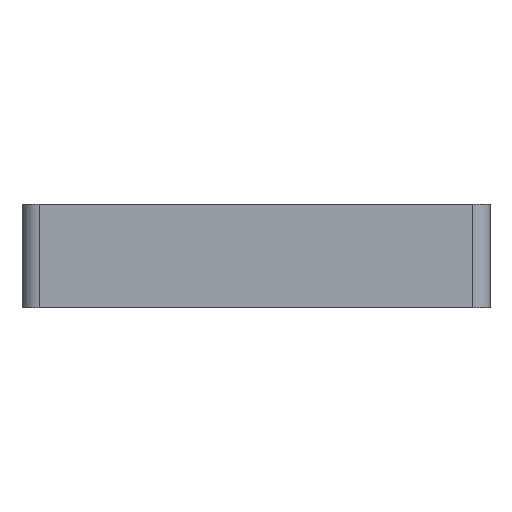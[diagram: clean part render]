
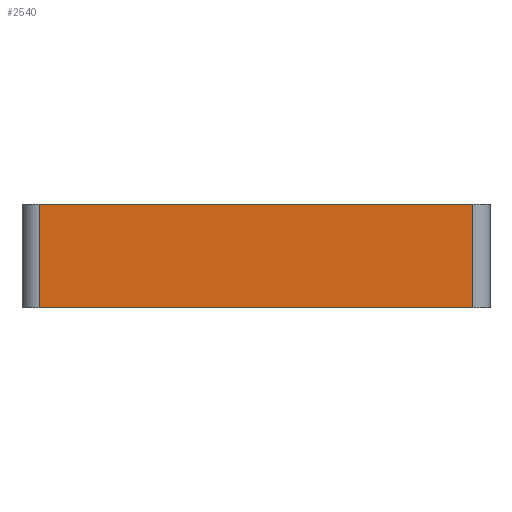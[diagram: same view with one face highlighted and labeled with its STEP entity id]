
A CAD part, front view. The second image highlights one B-rep face of the part: STEP entity #2540.
In plain terms, the highlighted planar face has unit normal (0, -1, 0).
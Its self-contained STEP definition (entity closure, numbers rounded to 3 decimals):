
#304=FACE_OUTER_BOUND('',#440,.T.);
#440=EDGE_LOOP('',(#2297,#2298,#2299,#2300));
#696=LINE('',#4624,#960);
#703=LINE('',#4659,#967);
#705=LINE('',#4666,#969);
#706=LINE('',#4667,#970);
#960=VECTOR('',#3047,10.);
#967=VECTOR('',#3082,10.);
#969=VECTOR('',#3090,10.);
#970=VECTOR('',#3091,10.);
#1207=VERTEX_POINT('',#4621);
#1208=VERTEX_POINT('',#4623);
#1221=VERTEX_POINT('',#4656);
#1222=VERTEX_POINT('',#4658);
#1569=EDGE_CURVE('',#1208,#1207,#696,.T.);
#1585=EDGE_CURVE('',#1222,#1221,#703,.T.);
#1589=EDGE_CURVE('',#1221,#1208,#705,.T.);
#1590=EDGE_CURVE('',#1207,#1222,#706,.T.);
#2297=ORIENTED_EDGE('',*,*,#1589,.T.);
#2298=ORIENTED_EDGE('',*,*,#1569,.T.);
#2299=ORIENTED_EDGE('',*,*,#1590,.T.);
#2300=ORIENTED_EDGE('',*,*,#1585,.T.);
#2413=PLANE('',#2649);
#2540=ADVANCED_FACE('',(#304),#2413,.T.);
#2649=AXIS2_PLACEMENT_3D('',#4665,#3088,#3089);
#3047=DIRECTION('',(-1.,0.,0.));
#3082=DIRECTION('',(1.,0.,0.));
#3088=DIRECTION('center_axis',(0.,-1.,0.));
#3089=DIRECTION('ref_axis',(0.,0.,1.));
#3090=DIRECTION('',(0.,0.,1.));
#3091=DIRECTION('',(0.,0.,-1.));
#4621=CARTESIAN_POINT('',(311.305,25.451,22.776));
#4623=CARTESIAN_POINT('',(323.862,25.451,22.776));
#4624=CARTESIAN_POINT('',(323.862,25.451,22.776));
#4656=CARTESIAN_POINT('',(323.862,25.451,19.776));
#4658=CARTESIAN_POINT('',(311.305,25.451,19.776));
#4659=CARTESIAN_POINT('',(311.305,25.451,19.776));
#4665=CARTESIAN_POINT('Origin',(325.238,25.451,23.196));
#4666=CARTESIAN_POINT('',(323.862,25.451,19.776));
#4667=CARTESIAN_POINT('',(311.305,25.451,22.776));
